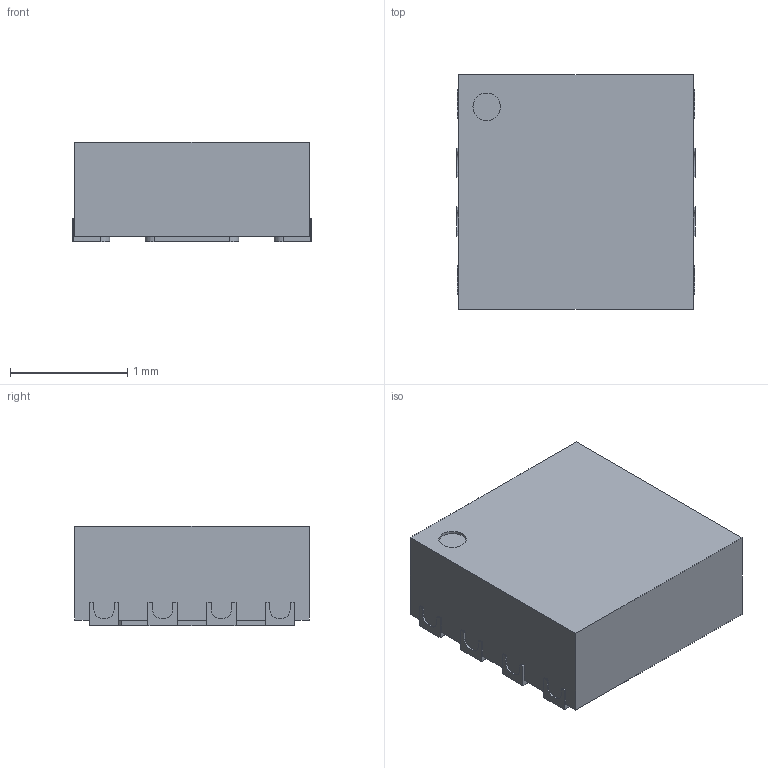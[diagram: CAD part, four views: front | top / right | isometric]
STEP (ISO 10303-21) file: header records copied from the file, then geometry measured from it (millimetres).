
FILE_DESCRIPTION(/* description */ ('Unknown'),/* implementation_level */ '2;1');
FILE_NAME(/* name */ 'QPL6202QTR7',/* time_stamp */ '2024-08-05T15:06:45+02:00',/* author */ ('Unknown'),/* organization */ ('Unknown'),/* preprocessor_version */ 'ST-DEVELOPER v19.4',/* originating_system */ 'Solid Edge',/* authorisation */ 'Unknown');
FILE_SCHEMA (('AUTOMOTIVE_DESIGN {1 0 10303 214 3 1 1}'));
Length unit declared in the file: millimetre
Products named in the file (1): QPL6202QTR7
Bounding box: 2.03 x 2 x 0.85 mm (x, y, z)
Volume: 3.3 mm3; surface area: 15.2 mm2
Topology: 1 solids, 1 shells, 145 faces, 423 edges, 282 vertices
Faces by surface type: plane 93, cylinder 52
Full cylindrical faces by diameter (mm): 0.234 x1
Entity records: 5835 total; most frequent: CARTESIAN_POINT 850, ORIENTED_EDGE 844, DIRECTION 818, EDGE_CURVE 422, LINE 318, VECTOR 318, VERTEX_POINT 282, AXIS2_PLACEMENT_3D 250
